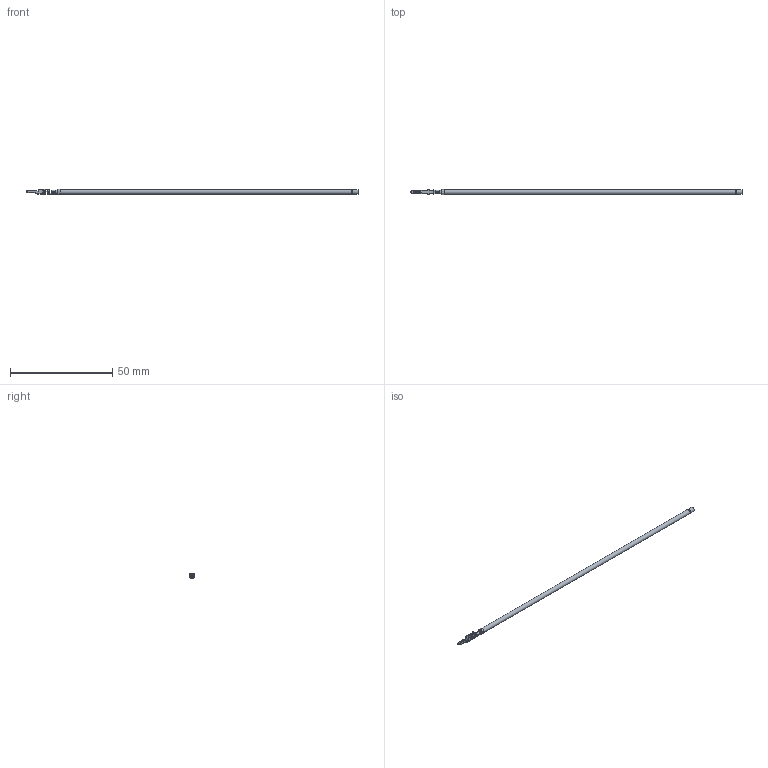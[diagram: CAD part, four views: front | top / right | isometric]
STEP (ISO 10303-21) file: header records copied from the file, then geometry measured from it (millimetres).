
FILE_DESCRIPTION(/* description */ ('Unknown'),/* implementation_level */ '2;1');
FILE_NAME(/* name */ '649800116015',/* time_stamp */ '2020-04-29T15:02:02+02:00',/* author */ ('Unknown'),/* organization */ ('Unknown'),/* preprocessor_version */ 'ST-DEVELOPER v16.7',/* originating_system */ 'DEX',/* authorisation */ $);
FILE_SCHEMA (('AUTOMOTIVE_DESIGN {1 0 10303 214 3 1 1}'));
Length unit declared in the file: millimetre
Products named in the file (3): 649800116015; Wire 16AWG Black; 64900813722DEC
Assembly tree (2 placements, depth 2):
  649800116015
    Wire 16AWG Black
    64900813722DEC
Bounding box: 162.4 x 2.9 x 2.89 mm (x, y, z)
Volume: 628.6 mm3; surface area: 1249.5 mm2
Topology: 2 solids, 2 shells, 255 faces, 706 edges, 454 vertices
Faces by surface type: plane 151, cylinder 72, bspline 29, sphere 3
Full cylindrical faces by diameter (mm): 1.49 x2, 2.3 x2
Entity records: 9792 total; most frequent: CARTESIAN_POINT 3419, ORIENTED_EDGE 1390, DIRECTION 1182, EDGE_CURVE 695, VERTEX_POINT 449, LINE 414, VECTOR 414, AXIS2_PLACEMENT_3D 384
